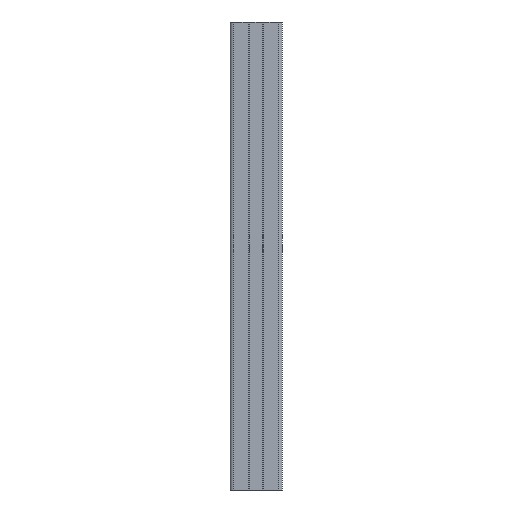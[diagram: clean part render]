
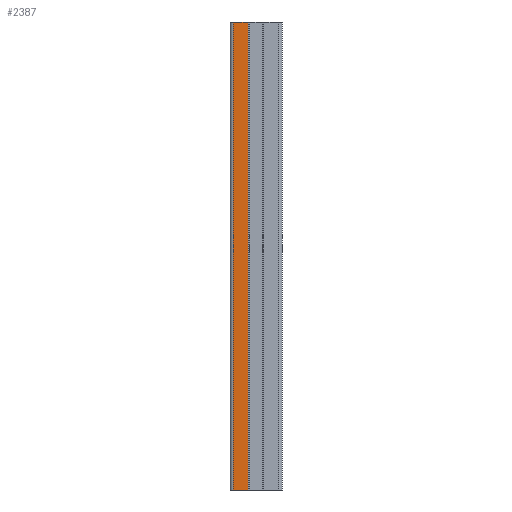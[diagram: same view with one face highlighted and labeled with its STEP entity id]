
A CAD part, left-side view. The second image highlights one B-rep face of the part: STEP entity #2387.
In plain terms, the highlighted planar face has unit normal (-1, 0, 0).
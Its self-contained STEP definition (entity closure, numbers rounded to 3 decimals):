
#127=FACE_OUTER_BOUND('',#259,.T.);
#259=EDGE_LOOP('',(#1979,#1980,#1981,#1982));
#353=LINE('',#3503,#609);
#426=LINE('',#3758,#682);
#518=LINE('',#3991,#774);
#519=LINE('',#3993,#775);
#609=VECTOR('',#2771,1000.);
#682=VECTOR('',#2960,1000.);
#774=VECTOR('',#3196,10.);
#775=VECTOR('',#3199,10.);
#992=VERTEX_POINT('',#3500);
#993=VERTEX_POINT('',#3502);
#1116=VERTEX_POINT('',#3755);
#1117=VERTEX_POINT('',#3757);
#1232=EDGE_CURVE('',#992,#993,#353,.T.);
#1359=EDGE_CURVE('',#1117,#1116,#426,.T.);
#1478=EDGE_CURVE('',#1117,#992,#518,.T.);
#1479=EDGE_CURVE('',#1116,#993,#519,.T.);
#1979=ORIENTED_EDGE('',*,*,#1359,.T.);
#1980=ORIENTED_EDGE('',*,*,#1479,.T.);
#1981=ORIENTED_EDGE('',*,*,#1232,.F.);
#1982=ORIENTED_EDGE('',*,*,#1478,.F.);
#2291=PLANE('',#2627);
#2387=ADVANCED_FACE('',(#127),#2291,.F.);
#2627=AXIS2_PLACEMENT_3D('',#3992,#3197,#3198);
#2771=DIRECTION('',(0.,-1.,0.));
#2960=DIRECTION('',(0.,-1.,0.));
#3196=DIRECTION('',(0.,0.,1.));
#3197=DIRECTION('center_axis',(1.,0.,0.));
#3198=DIRECTION('ref_axis',(0.,1.,0.));
#3199=DIRECTION('',(0.,0.,1.));
#3500=CARTESIAN_POINT('',(-15.,13.,220.));
#3502=CARTESIAN_POINT('',(-15.,4.4,220.));
#3503=CARTESIAN_POINT('',(-15.,13.,220.));
#3755=CARTESIAN_POINT('',(-15.,4.4,-50.));
#3757=CARTESIAN_POINT('',(-15.,13.,-50.));
#3758=CARTESIAN_POINT('',(-15.,13.,-50.));
#3991=CARTESIAN_POINT('',(-15.,13.,50.));
#3992=CARTESIAN_POINT('Origin',(-15.,13.,50.));
#3993=CARTESIAN_POINT('',(-15.,4.4,50.));
